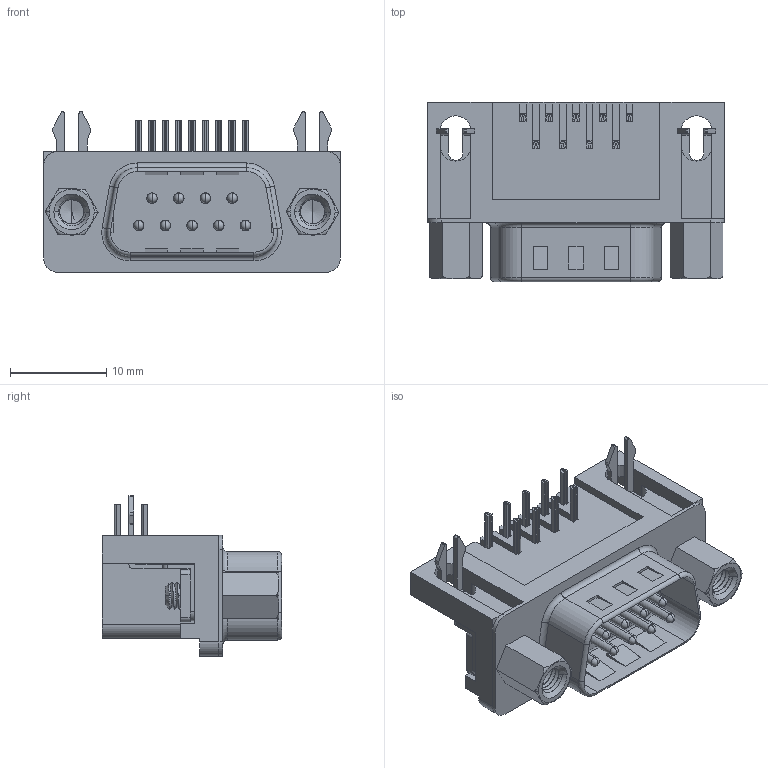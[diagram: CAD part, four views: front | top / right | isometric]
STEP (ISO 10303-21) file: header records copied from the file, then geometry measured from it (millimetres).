
FILE_DESCRIPTION (( 'STEP AP214' ), '1' );
FILE_NAME ('L717SDE09PA4CH4F2.stp', '2024-07-02T10:57:32', ( '' ), ( '' ), 'SwSTEP 2.0', 'SolidWorks 2021', '' );
FILE_SCHEMA (( 'AUTOMOTIVE_DESIGN' ));
Length unit declared in the file: millimetre
Products named in the file (1): L717SDE09PA4CH4F2
Bounding box: 30.81 x 18.6 x 16.68 mm (x, y, z)
Surface area: 5095.9 mm2 (no closed solid volume)
Topology: 0 solids, 49 shells, 892 faces, 2501 edges, 1637 vertices
Faces by surface type: plane 481, cylinder 289, bspline 50, sphere 36, cone 20, torus 16
Entity records: 38102 total; most frequent: CARTESIAN_POINT 15245, ORIENTED_EDGE 4730, DIRECTION 4197, EDGE_CURVE 2421, VERTEX_POINT 1601, VECTOR 1581, LINE 1581, AXIS2_PLACEMENT_3D 1308
